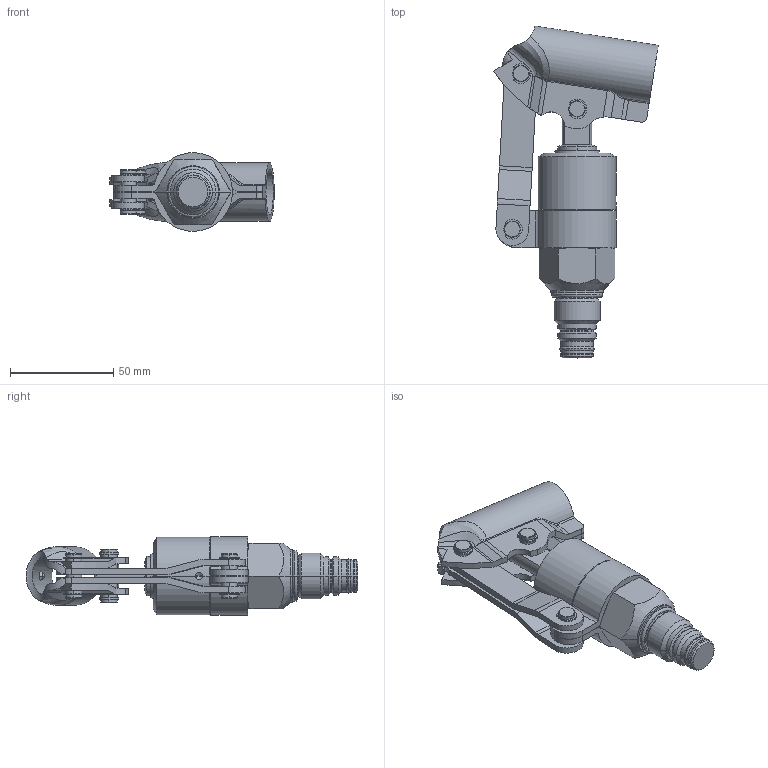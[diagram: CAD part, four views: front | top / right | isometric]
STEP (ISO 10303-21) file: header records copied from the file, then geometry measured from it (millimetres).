
FILE_DESCRIPTION((''),'2;1');
FILE_NAME('547020X_SW0001','2009-02-09T',('jcs'),(''),'PRO/ENGINEER BY PARAMETRIC TECHNOLOGY CORPORATION, 2008010','PRO/ENGINEER BY PARAMETRIC TECHNOLOGY CORPORATION, 2008010','');
FILE_SCHEMA(('CONFIG_CONTROL_DESIGN'));
Length unit declared in the file: inch
Products named in the file (1): 547020X_SW0001
Bounding box: 79.58 x 160.73 x 38.08 mm (x, y, z)
Volume: 113324.2 mm3; surface area: 42919.6 mm2
Topology: 8 solids, 8 shells, 445 faces, 1139 edges, 698 vertices
Faces by surface type: cylinder 193, plane 130, cone 50, bspline 44, revolution 16, torus 10, sphere 2
Entity records: 21203 total; most frequent: CARTESIAN_POINT 10507, ORIENTED_EDGE 2258, DIRECTION 2244, EDGE_CURVE 1129, AXIS2_PLACEMENT_3D 896, VERTEX_POINT 698, CIRCLE 511, EDGE_LOOP 481
